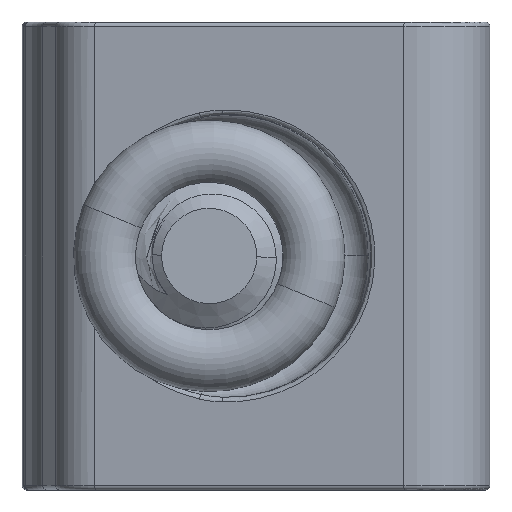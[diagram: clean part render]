
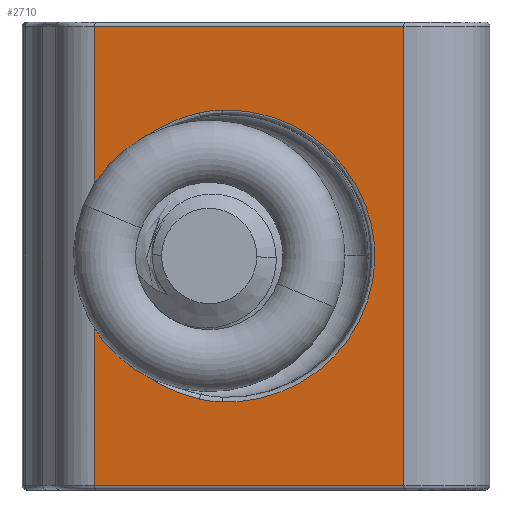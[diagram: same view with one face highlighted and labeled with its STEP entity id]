
A CAD part, front view. The second image highlights one B-rep face of the part: STEP entity #2710.
In plain terms, the highlighted planar face has unit normal (-0.148, -0.989, 0).
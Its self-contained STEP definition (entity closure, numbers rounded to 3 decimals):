
#112 = CARTESIAN_POINT ( 'NONE',  ( 9.578, -7.149, 2.379 ) ) ;
#249 = CARTESIAN_POINT ( 'NONE',  ( 5.026, -6.465, -3.928 ) ) ;
#313 = VERTEX_POINT ( 'NONE', #4241 ) ;
#488 = ORIENTED_EDGE ( 'NONE', *, *, #4186, .T. ) ;
#499 = LINE ( 'NONE', #4642, #7458 ) ;
#573 = EDGE_CURVE ( 'NONE', #5205, #1026, #1013, .T. ) ;
#608 = DIRECTION ( 'NONE',  ( 0., 0., 1. ) ) ;
#672 = CARTESIAN_POINT ( 'NONE',  ( 2.267, -6.051, -2.122 ) ) ;
#680 = CARTESIAN_POINT ( 'NONE',  ( 2.655, -6.11, 2.635 ) ) ;
#724 = ORIENTED_EDGE ( 'NONE', *, *, #4502, .T. ) ;
#793 = CARTESIAN_POINT ( 'NONE',  ( 9.578, -7.149, -2.379 ) ) ;
#891 = CARTESIAN_POINT ( 'NONE',  ( 1.981, -6.008, 6.223 ) ) ;
#908 = CARTESIAN_POINT ( 'NONE',  ( 5.438, -6.527, -3.96 ) ) ;
#931 = LINE ( 'NONE', #1750, #7487 ) ;
#1013 = B_SPLINE_CURVE_WITH_KNOTS ( 'NONE', 3,
 ( #3312, #8409, #1632, #5284 ),
 .UNSPECIFIED., .F., .F.,
 ( 4, 4 ),
 ( 0., 0.001 ),
 .UNSPECIFIED. ) ;
#1026 = VERTEX_POINT ( 'NONE', #6262 ) ;
#1253 = EDGE_CURVE ( 'NONE', #313, #7631, #2092, .T. ) ;
#1257 = VECTOR ( 'NONE', #7201, 1000. ) ;
#1344 = CARTESIAN_POINT ( 'NONE',  ( 1.981, -6.008, -1.548 ) ) ;
#1352 = CARTESIAN_POINT ( 'NONE',  ( 3.368, -6.217, 3.265 ) ) ;
#1365 = VERTEX_POINT ( 'NONE', #5130 ) ;
#1413 = VERTEX_POINT ( 'NONE', #4734 ) ;
#1457 = LINE ( 'NONE', #6570, #6610 ) ;
#1470 = CARTESIAN_POINT ( 'NONE',  ( 5.438, -6.527, -3.96 ) ) ;
#1632 = CARTESIAN_POINT ( 'NONE',  ( 5.231, -6.496, 3.954 ) ) ;
#1669 = VECTOR ( 'NONE', #6208, 1000. ) ;
#1672 = ORIENTED_EDGE ( 'NONE', *, *, #6229, .T. ) ;
#1744 = ORIENTED_EDGE ( 'NONE', *, *, #3844, .T. ) ;
#1750 = CARTESIAN_POINT ( 'NONE',  ( 1.981, -6.008, -6.35 ) ) ;
#1973 = CARTESIAN_POINT ( 'NONE',  ( 4.511, -6.388, -3.815 ) ) ;
#1982 = CARTESIAN_POINT ( 'NONE',  ( 2.107, -6.027, 1.845 ) ) ;
#2012 = CARTESIAN_POINT ( 'NONE',  ( 4.212, -6.343, 3.712 ) ) ;
#2092 = LINE ( 'NONE', #6231, #1669 ) ;
#2638 = EDGE_CURVE ( 'NONE', #1413, #5205, #4206, .T. ) ;
#2686 = CARTESIAN_POINT ( 'NONE',  ( 4.823, -6.435, 3.884 ) ) ;
#2710 = ADVANCED_FACE ( 'NONE', ( #6011 ), #6168, .T. ) ;
#2781 = CARTESIAN_POINT ( 'NONE',  ( 7.847, -6.889, 4.035 ) ) ;
#2785 = DIRECTION ( 'NONE',  ( -0.148, -0.989, 0. ) ) ;
#2870 = B_SPLINE_CURVE_WITH_KNOTS ( 'NONE', 3,
 ( #6709, #1973, #3339, #8070, #4033, #8770, #4711, #672, #5379, #1344 ),
 .UNSPECIFIED., .F., .F.,
 ( 4, 2, 2, 2, 4 ),
 ( 0., 0.001, 0.002, 0.003, 0.004 ),
 .UNSPECIFIED. ) ;
#3035 = LINE ( 'NONE', #6520, #1257 ) ;
#3245 = CARTESIAN_POINT ( 'NONE',  ( 4.823, -6.435, 3.884 ) ) ;
#3312 = CARTESIAN_POINT ( 'NONE',  ( 4.823, -6.435, 3.884 ) ) ;
#3339 = CARTESIAN_POINT ( 'NONE',  ( 4.212, -6.343, -3.712 ) ) ;
#3340 = EDGE_CURVE ( 'NONE', #6030, #1365, #3035, .T. ) ;
#3582 = ORIENTED_EDGE ( 'NONE', *, *, #573, .T. ) ;
#3844 = EDGE_CURVE ( 'NONE', #7631, #1413, #931, .T. ) ;
#4033 = CARTESIAN_POINT ( 'NONE',  ( 3.368, -6.217, -3.265 ) ) ;
#4151 = VERTEX_POINT ( 'NONE', #7486 ) ;
#4186 = EDGE_CURVE ( 'NONE', #1026, #6356, #4909, .T. ) ;
#4206 = B_SPLINE_CURVE_WITH_KNOTS ( 'NONE', 3,
 ( #6717, #1982, #4720, #680, #5386, #1352, #6067, #2012, #6749, #2686 ),
 .UNSPECIFIED., .F., .F.,
 ( 4, 2, 2, 2, 4 ),
 ( 0., 0.001, 0.002, 0.003, 0.004 ),
 .UNSPECIFIED. ) ;
#4241 = CARTESIAN_POINT ( 'NONE',  ( 10.366, -7.267, 6.223 ) ) ;
#4276 = CARTESIAN_POINT ( 'NONE',  ( 1.981, -6.008, -6.223 ) ) ;
#4313 = CARTESIAN_POINT ( 'NONE',  ( 5.231, -6.496, -3.954 ) ) ;
#4502 = EDGE_CURVE ( 'NONE', #6356, #4151, #4998, .T. ) ;
#4642 = CARTESIAN_POINT ( 'NONE',  ( 10.366, -7.267, -6.35 ) ) ;
#4711 = CARTESIAN_POINT ( 'NONE',  ( 2.655, -6.11, -2.635 ) ) ;
#4720 = CARTESIAN_POINT ( 'NONE',  ( 2.267, -6.051, 2.122 ) ) ;
#4734 = CARTESIAN_POINT ( 'NONE',  ( 1.981, -6.008, 1.548 ) ) ;
#4839 = CARTESIAN_POINT ( 'NONE',  ( 9.578, -7.149, 0. ) ) ;
#4909 =( BOUNDED_CURVE ( )  B_SPLINE_CURVE ( 3, ( #6827, #2781, #112, #4839, #793, #5502, #1470 ),
 .UNSPECIFIED., .F., .F. ) 
 B_SPLINE_CURVE_WITH_KNOTS ( ( 4, 3, 4 ),
 ( 1.539, 3.142, 4.744 ),
 .UNSPECIFIED. ) 
 CURVE ( )  GEOMETRIC_REPRESENTATION_ITEM ( )  RATIONAL_B_SPLINE_CURVE ( ( 1., 0.797, 0.797, 1., 0.797, 0.797, 1. ) ) 
 REPRESENTATION_ITEM ( '' )  );
#4953 = ORIENTED_EDGE ( 'NONE', *, *, #5711, .T. ) ;
#4981 = CARTESIAN_POINT ( 'NONE',  ( 4.823, -6.435, -3.884 ) ) ;
#4998 = B_SPLINE_CURVE_WITH_KNOTS ( 'NONE', 3,
 ( #908, #4313, #249, #4981 ),
 .UNSPECIFIED., .F., .F.,
 ( 4, 4 ),
 ( 0., 0.001 ),
 .UNSPECIFIED. ) ;
#5130 = CARTESIAN_POINT ( 'NONE',  ( 10.366, -7.267, -6.223 ) ) ;
#5205 = VERTEX_POINT ( 'NONE', #3245 ) ;
#5282 = ORIENTED_EDGE ( 'NONE', *, *, #3340, .T. ) ;
#5284 = CARTESIAN_POINT ( 'NONE',  ( 5.438, -6.527, 3.96 ) ) ;
#5311 = EDGE_CURVE ( 'NONE', #4151, #8373, #2870, .T. ) ;
#5379 = CARTESIAN_POINT ( 'NONE',  ( 2.107, -6.027, -1.845 ) ) ;
#5386 = CARTESIAN_POINT ( 'NONE',  ( 2.877, -6.143, 2.864 ) ) ;
#5502 = CARTESIAN_POINT ( 'NONE',  ( 7.847, -6.889, -4.035 ) ) ;
#5711 = EDGE_CURVE ( 'NONE', #8373, #6030, #1457, .T. ) ;
#5876 = DIRECTION ( 'NONE',  ( 0., 0., -1. ) ) ;
#6011 = FACE_OUTER_BOUND ( 'NONE', #7927, .T. ) ;
#6030 = VERTEX_POINT ( 'NONE', #4276 ) ;
#6067 = CARTESIAN_POINT ( 'NONE',  ( 3.642, -6.258, 3.438 ) ) ;
#6168 = PLANE ( 'NONE',  #6905 ) ;
#6208 = DIRECTION ( 'NONE',  ( -0.989, 0.148, 0. ) ) ;
#6229 = EDGE_CURVE ( 'NONE', #1365, #313, #499, .T. ) ;
#6231 = CARTESIAN_POINT ( 'NONE',  ( 1.981, -6.008, 6.223 ) ) ;
#6262 = CARTESIAN_POINT ( 'NONE',  ( 5.438, -6.527, 3.96 ) ) ;
#6356 = VERTEX_POINT ( 'NONE', #7559 ) ;
#6520 = CARTESIAN_POINT ( 'NONE',  ( 1.032, -5.866, -6.223 ) ) ;
#6570 = CARTESIAN_POINT ( 'NONE',  ( 1.981, -6.008, -6.35 ) ) ;
#6610 = VECTOR ( 'NONE', #5876, 1000. ) ;
#6709 = CARTESIAN_POINT ( 'NONE',  ( 4.823, -6.435, -3.884 ) ) ;
#6717 = CARTESIAN_POINT ( 'NONE',  ( 1.981, -6.008, 1.548 ) ) ;
#6740 = ORIENTED_EDGE ( 'NONE', *, *, #5311, .T. ) ;
#6749 = CARTESIAN_POINT ( 'NONE',  ( 4.511, -6.388, 3.815 ) ) ;
#6827 = CARTESIAN_POINT ( 'NONE',  ( 5.438, -6.527, 3.96 ) ) ;
#6831 = CARTESIAN_POINT ( 'NONE',  ( 1.032, -5.866, -6.35 ) ) ;
#6905 = AXIS2_PLACEMENT_3D ( 'NONE', #6831, #2785, #7525 ) ;
#7124 = CARTESIAN_POINT ( 'NONE',  ( 1.981, -6.008, -1.548 ) ) ;
#7144 = DIRECTION ( 'NONE',  ( 0., 0., -1. ) ) ;
#7201 = DIRECTION ( 'NONE',  ( 0.989, -0.148, 0. ) ) ;
#7243 = ORIENTED_EDGE ( 'NONE', *, *, #1253, .T. ) ;
#7458 = VECTOR ( 'NONE', #608, 1000. ) ;
#7486 = CARTESIAN_POINT ( 'NONE',  ( 4.823, -6.435, -3.884 ) ) ;
#7487 = VECTOR ( 'NONE', #7144, 1000. ) ;
#7525 = DIRECTION ( 'NONE',  ( 0.989, -0.148, 0. ) ) ;
#7559 = CARTESIAN_POINT ( 'NONE',  ( 5.438, -6.527, -3.96 ) ) ;
#7631 = VERTEX_POINT ( 'NONE', #891 ) ;
#7927 = EDGE_LOOP ( 'NONE', ( #4953, #5282, #1672, #7243, #1744, #8602, #3582, #488, #724, #6740 ) ) ;
#8070 = CARTESIAN_POINT ( 'NONE',  ( 3.642, -6.258, -3.438 ) ) ;
#8373 = VERTEX_POINT ( 'NONE', #7124 ) ;
#8409 = CARTESIAN_POINT ( 'NONE',  ( 5.026, -6.465, 3.928 ) ) ;
#8602 = ORIENTED_EDGE ( 'NONE', *, *, #2638, .T. ) ;
#8770 = CARTESIAN_POINT ( 'NONE',  ( 2.877, -6.143, -2.864 ) ) ;
